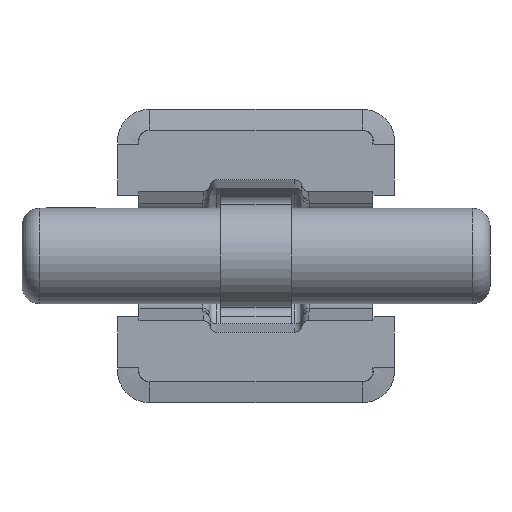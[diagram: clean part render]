
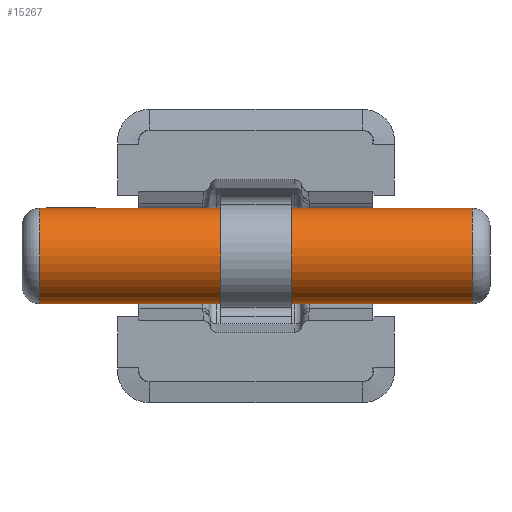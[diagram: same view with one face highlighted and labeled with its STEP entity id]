
A CAD part, front view. The second image highlights one B-rep face of the part: STEP entity #15267.
In plain terms, the highlighted cylindrical face has radius 6.75 mm (diameter 13.5 mm), a partial arc.
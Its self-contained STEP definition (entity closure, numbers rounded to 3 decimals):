
#12516=DIRECTION('',(1.,0.,0.));
#12517=VECTOR('',#12516,5.8);
#12518=CARTESIAN_POINT('',(24.7,6.75,0.));
#12519=LINE('',#12518,#12517);
#12520=DIRECTION('',(1.,0.,0.));
#12521=VECTOR('',#12520,5.8);
#12522=CARTESIAN_POINT('',(-30.5,6.75,0.));
#12523=LINE('',#12522,#12521);
#12883=DIRECTION('',(1.,0.,0.));
#12884=VECTOR('',#12883,5.8);
#12885=CARTESIAN_POINT('',(-30.5,-6.75,0.));
#12886=LINE('',#12885,#12884);
#12887=DIRECTION('',(1.,0.,0.));
#12888=VECTOR('',#12887,5.8);
#12889=CARTESIAN_POINT('',(24.7,-6.75,0.));
#12890=LINE('',#12889,#12888);
#12904=CARTESIAN_POINT('',(30.5,0.,0.));
#12905=DIRECTION('',(-1.,0.,0.));
#12906=DIRECTION('',(0.,-1.,0.));
#12907=AXIS2_PLACEMENT_3D('',#12904,#12905,#12906);
#12919=CARTESIAN_POINT('',(19.,0.,0.));
#12920=DIRECTION('',(1.,0.,0.));
#12921=DIRECTION('',(0.,-1.,0.));
#12922=AXIS2_PLACEMENT_3D('',#12919,#12920,#12921);
#12924=CARTESIAN_POINT('',(-19.,0.,0.));
#12925=DIRECTION('',(1.,0.,0.));
#12926=DIRECTION('',(0.,-1.,0.));
#12927=AXIS2_PLACEMENT_3D('',#12924,#12925,#12926);
#12929=CARTESIAN_POINT('',(-19.,0.,0.));
#12930=DIRECTION('',(1.,0.,0.));
#12931=DIRECTION('',(0.,0.156,-0.988));
#12932=AXIS2_PLACEMENT_3D('',#12929,#12930,#12931);
#12934=DIRECTION('',(1.,0.,0.));
#12935=VECTOR('',#12934,38.);
#12936=CARTESIAN_POINT('',(-19.,6.75,0.));
#12937=LINE('',#12936,#12935);
#12938=CARTESIAN_POINT('',(19.,0.,0.));
#12939=DIRECTION('',(1.,0.,0.));
#12940=DIRECTION('',(0.,0.156,-0.988));
#12941=AXIS2_PLACEMENT_3D('',#12938,#12939,#12940);
#12947=CARTESIAN_POINT('',(19.,-1.05,-6.668));
#12948=CARTESIAN_POINT('',(19.,-1.357,-6.619));
#12949=CARTESIAN_POINT('',(19.05,-1.985,
-6.477));
#12950=CARTESIAN_POINT('',(19.291,-2.938,
-6.107));
#12951=CARTESIAN_POINT('',(19.71,-3.869,
-5.567));
#12952=CARTESIAN_POINT('',(20.31,-4.74,
-4.852));
#12953=CARTESIAN_POINT('',(21.114,-5.531,
-3.935));
#12954=CARTESIAN_POINT('',(22.121,-6.184,
-2.816));
#12955=CARTESIAN_POINT('',(23.341,-6.638,
-1.479));
#12956=CARTESIAN_POINT('',(24.235,-6.75,-0.506));
#12957=CARTESIAN_POINT('',(24.7,-6.75,0.));
#13327=CARTESIAN_POINT('',(24.7,6.75,0.));
#13328=CARTESIAN_POINT('',(24.235,6.75,-0.506));
#13329=CARTESIAN_POINT('',(23.341,6.638,
-1.479));
#13330=CARTESIAN_POINT('',(22.124,6.186,
-2.813));
#13331=CARTESIAN_POINT('',(21.119,5.535,
-3.93));
#13332=CARTESIAN_POINT('',(20.315,4.746,
-4.847));
#13333=CARTESIAN_POINT('',(19.715,3.876,
-5.562));
#13334=CARTESIAN_POINT('',(19.295,2.951,
-6.101));
#13335=CARTESIAN_POINT('',(19.049,1.984,
-6.478));
#13336=CARTESIAN_POINT('',(19.,1.356,-6.62));
#13337=CARTESIAN_POINT('',(19.,1.05,-6.668));
#13362=CARTESIAN_POINT('',(-19.,1.05,-6.668));
#13363=CARTESIAN_POINT('',(-19.,1.357,-6.619));
#13364=CARTESIAN_POINT('',(-19.05,1.985,
-6.477));
#13365=CARTESIAN_POINT('',(-19.291,2.94,
-6.106));
#13366=CARTESIAN_POINT('',(-19.711,3.87,
-5.566));
#13367=CARTESIAN_POINT('',(-20.312,4.741,
-4.851));
#13368=CARTESIAN_POINT('',(-21.115,5.532,
-3.934));
#13369=CARTESIAN_POINT('',(-22.121,6.184,
-2.816));
#13370=CARTESIAN_POINT('',(-23.34,6.638,
-1.48));
#13371=CARTESIAN_POINT('',(-24.234,6.75,-0.507));
#13372=CARTESIAN_POINT('',(-24.7,6.75,0.));
#13724=CARTESIAN_POINT('',(-24.7,-6.75,0.));
#13725=CARTESIAN_POINT('',(-24.235,-6.75,-0.506));
#13726=CARTESIAN_POINT('',(-23.342,-6.638,
-1.478));
#13727=CARTESIAN_POINT('',(-22.124,-6.186,
-2.813));
#13728=CARTESIAN_POINT('',(-21.118,-5.534,
-3.932));
#13729=CARTESIAN_POINT('',(-20.314,-4.744,
-4.849));
#13730=CARTESIAN_POINT('',(-19.714,-3.875,
-5.563));
#13731=CARTESIAN_POINT('',(-19.294,-2.949,
-6.102));
#13732=CARTESIAN_POINT('',(-19.049,-1.984,
-6.478));
#13733=CARTESIAN_POINT('',(-19.,-1.356,-6.62));
#13734=CARTESIAN_POINT('',(-19.,-1.05,-6.668));
#13755=DIRECTION('',(1.,0.,0.));
#13756=VECTOR('',#13755,38.);
#13757=CARTESIAN_POINT('',(-19.,-6.75,0.));
#13758=LINE('',#13757,#13756);
#13771=CARTESIAN_POINT('',(-30.5,0.,0.));
#13772=DIRECTION('',(1.,0.,0.));
#13773=DIRECTION('',(0.,1.,0.));
#13774=AXIS2_PLACEMENT_3D('',#13771,#13772,#13773);
#14447=CARTESIAN_POINT('',(-19.,1.05,-6.668));
#14448=CARTESIAN_POINT('',(-19.,6.75,0.));
#14449=VERTEX_POINT('',#14447);
#14450=VERTEX_POINT('',#14448);
#14459=CARTESIAN_POINT('',(19.,1.05,-6.668));
#14460=CARTESIAN_POINT('',(19.,6.75,0.));
#14461=VERTEX_POINT('',#14459);
#14462=VERTEX_POINT('',#14460);
#14463=VERTEX_POINT('',#13372);
#14464=CARTESIAN_POINT('',(24.7,6.75,0.));
#14465=VERTEX_POINT('',#14464);
#14474=CARTESIAN_POINT('',(19.,-6.75,0.));
#14475=CARTESIAN_POINT('',(19.,-1.05,-6.668));
#14476=VERTEX_POINT('',#14474);
#14477=VERTEX_POINT('',#14475);
#14478=CARTESIAN_POINT('',(-19.,-6.75,0.));
#14479=CARTESIAN_POINT('',(-19.,-1.05,-6.668));
#14480=VERTEX_POINT('',#14478);
#14481=VERTEX_POINT('',#14479);
#14482=VERTEX_POINT('',#12957);
#14483=CARTESIAN_POINT('',(-24.7,-6.75,0.));
#14484=VERTEX_POINT('',#14483);
#14486=CARTESIAN_POINT('',(30.5,-6.75,0.));
#14488=VERTEX_POINT('',#14486);
#14493=CARTESIAN_POINT('',(30.5,6.75,0.));
#14494=VERTEX_POINT('',#14493);
#14505=CARTESIAN_POINT('',(-30.5,6.75,0.));
#14506=VERTEX_POINT('',#14505);
#14509=CARTESIAN_POINT('',(-30.5,-6.75,0.));
#14510=VERTEX_POINT('',#14509);
#15233=CARTESIAN_POINT('',(-33.,0.,0.));
#15234=DIRECTION('',(1.,0.,0.));
#15235=DIRECTION('',(0.,-1.,0.));
#15236=AXIS2_PLACEMENT_3D('',#15233,#15234,#15235);
#15237=CYLINDRICAL_SURFACE('',#15236,6.75);
#15238=ORIENTED_EDGE('',*,*,#15224,.F.);
#15239=ORIENTED_EDGE('',*,*,#15200,.F.);
#15241=ORIENTED_EDGE('',*,*,#15240,.F.);
#15243=ORIENTED_EDGE('',*,*,#15242,.F.);
#15245=ORIENTED_EDGE('',*,*,#15244,.F.);
#15247=ORIENTED_EDGE('',*,*,#15246,.T.);
#15249=ORIENTED_EDGE('',*,*,#15248,.F.);
#15250=ORIENTED_EDGE('',*,*,#15192,.F.);
#15252=ORIENTED_EDGE('',*,*,#15251,.F.);
#15253=ORIENTED_EDGE('',*,*,#14939,.T.);
#15255=ORIENTED_EDGE('',*,*,#15254,.F.);
#15257=ORIENTED_EDGE('',*,*,#15256,.T.);
#15259=ORIENTED_EDGE('',*,*,#15258,.T.);
#15261=ORIENTED_EDGE('',*,*,#15260,.F.);
#15263=ORIENTED_EDGE('',*,*,#15262,.F.);
#15264=ORIENTED_EDGE('',*,*,#14931,.T.);
#15265=EDGE_LOOP('',(#15238,#15239,#15241,#15243,#15245,#15247,#15249,#15250,
#15252,#15253,#15255,#15257,#15259,#15261,#15263,#15264));
#15266=FACE_OUTER_BOUND('',#15265,.F.);
#15267=ADVANCED_FACE('',(#15266),#15237,.T.);
#12908=CIRCLE('',#12907,6.75);
#12923=CIRCLE('',#12922,6.75);
#12928=CIRCLE('',#12927,6.75);
#12933=CIRCLE('',#12932,6.75);
#12942=CIRCLE('',#12941,6.75);
#12958=B_SPLINE_CURVE_WITH_KNOTS('',3,(#12947,#12948,#12949,#12950,#12951,
#12952,#12953,#12954,#12955,#12956,#12957),.UNSPECIFIED.,.F.,.F.,(4,1,1,1,1,1,1,
1,4),(0.,0.125,0.25,0.375,0.5,0.625,0.75,0.875,1.),
.UNSPECIFIED.);
#13338=B_SPLINE_CURVE_WITH_KNOTS('',3,(#13327,#13328,#13329,#13330,#13331,
#13332,#13333,#13334,#13335,#13336,#13337),.UNSPECIFIED.,.F.,.F.,(4,1,1,1,1,1,1,
1,4),(0.,0.125,0.25,0.375,0.5,0.625,0.75,0.875,1.),
.UNSPECIFIED.);
#13373=B_SPLINE_CURVE_WITH_KNOTS('',3,(#13362,#13363,#13364,#13365,#13366,
#13367,#13368,#13369,#13370,#13371,#13372),.UNSPECIFIED.,.F.,.F.,(4,1,1,1,1,1,1,
1,4),(0.,0.125,0.25,0.375,0.5,0.625,0.75,0.875,1.),
.UNSPECIFIED.);
#13735=B_SPLINE_CURVE_WITH_KNOTS('',3,(#13724,#13725,#13726,#13727,#13728,
#13729,#13730,#13731,#13732,#13733,#13734),.UNSPECIFIED.,.F.,.F.,(4,1,1,1,1,1,1,
1,4),(0.,0.125,0.25,0.375,0.5,0.625,0.75,0.875,1.),
.UNSPECIFIED.);
#13775=CIRCLE('',#13774,6.75);
#14931=EDGE_CURVE('',#14465,#14494,#12519,.T.);
#14939=EDGE_CURVE('',#14506,#14463,#12523,.T.);
#15192=EDGE_CURVE('',#14510,#14484,#12886,.T.);
#15200=EDGE_CURVE('',#14482,#14488,#12890,.T.);
#15224=EDGE_CURVE('',#14488,#14494,#12908,.T.);
#15240=EDGE_CURVE('',#14477,#14482,#12958,.T.);
#15242=EDGE_CURVE('',#14476,#14477,#12923,.T.);
#15244=EDGE_CURVE('',#14480,#14476,#13758,.T.);
#15246=EDGE_CURVE('',#14480,#14481,#12928,.T.);
#15248=EDGE_CURVE('',#14484,#14481,#13735,.T.);
#15251=EDGE_CURVE('',#14506,#14510,#13775,.T.);
#15254=EDGE_CURVE('',#14449,#14463,#13373,.T.);
#15256=EDGE_CURVE('',#14449,#14450,#12933,.T.);
#15258=EDGE_CURVE('',#14450,#14462,#12937,.T.);
#15260=EDGE_CURVE('',#14461,#14462,#12942,.T.);
#15262=EDGE_CURVE('',#14465,#14461,#13338,.T.);
